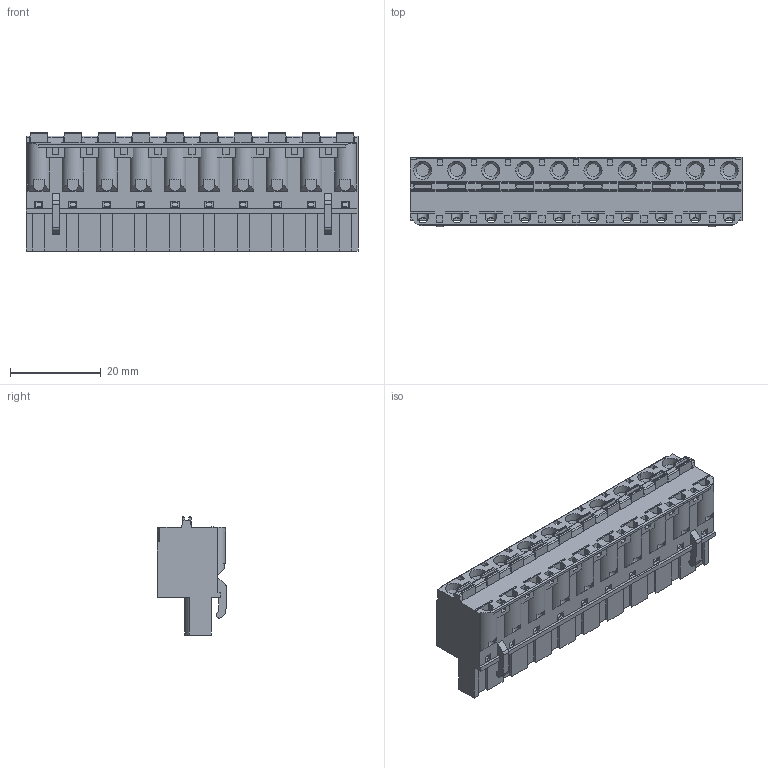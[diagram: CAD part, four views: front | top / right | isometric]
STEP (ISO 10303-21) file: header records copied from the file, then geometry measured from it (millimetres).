
FILE_DESCRIPTION(('STEP AP214'),'1');
FILE_NAME('SHM10-7.5.stp','2021-03-04T16:00:12',(' '),(' '),'Spatial InterOp 3D',' ',' ');
FILE_SCHEMA(('automotive_design'));
Length unit declared in the file: metre
Products named in the file (1): 1
Bounding box: 73.1 x 15.2 x 26 mm (x, y, z)
Volume: 17941.8 mm3; surface area: 8431.9 mm2
Topology: 1 solids, 1 shells, 860 faces, 2443 edges, 1619 vertices
Faces by surface type: plane 694, cylinder 144, cone 21, extrusion 1
Full cylindrical faces by diameter (mm): 4 x9
Entity records: 34718 total; most frequent: CARTESIAN_POINT 5270, ORIENTED_EDGE 4798, DIRECTION 4456, EDGE_CURVE 2399, VECTOR 1978, LINE 1977, VERTEX_POINT 1603, AXIS2_PLACEMENT_3D 1239
